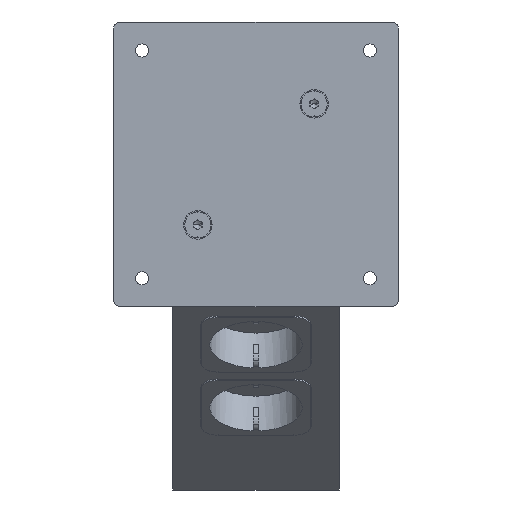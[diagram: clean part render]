
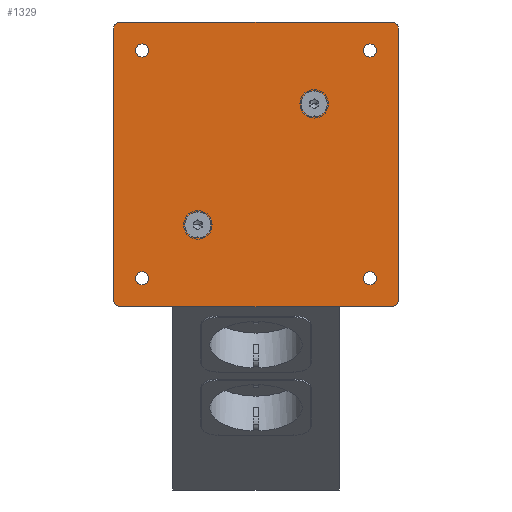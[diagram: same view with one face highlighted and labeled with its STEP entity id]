
A CAD part, top view. The second image highlights one B-rep face of the part: STEP entity #1329.
In plain terms, the highlighted planar face has unit normal (0, 0, 1).
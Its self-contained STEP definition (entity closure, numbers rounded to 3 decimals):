
#1329=ADVANCED_FACE('',(#2325,#2326,#2327,#2328,#2329,#2330,#2331),#2332,.T.);
#2325=FACE_OUTER_BOUND('',#3743,.T.);
#2326=FACE_BOUND('',#3744,.T.);
#2327=FACE_BOUND('',#3745,.T.);
#2328=FACE_BOUND('',#3746,.T.);
#2329=FACE_BOUND('',#3747,.T.);
#2330=FACE_BOUND('',#3748,.T.);
#2331=FACE_BOUND('',#3749,.T.);
#2332=PLANE('',#3750);
#3638=EDGE_CURVE('',#5230,#5227,#5231,.T.);
#3647=EDGE_CURVE('',#5245,#5242,#5246,.T.);
#3656=EDGE_CURVE('',#5260,#5257,#5261,.T.);
#3665=EDGE_CURVE('',#5275,#5272,#5276,.T.);
#3680=EDGE_CURVE('',#5296,#5298,#5300,.T.);
#3689=EDGE_CURVE('',#5311,#5313,#5315,.T.);
#3691=EDGE_CURVE('',#5313,#5311,#5317,.T.);
#3696=EDGE_CURVE('',#5298,#5296,#5322,.T.);
#3704=EDGE_CURVE('',#5272,#5275,#5330,.T.);
#3709=EDGE_CURVE('',#5257,#5260,#5335,.T.);
#3714=EDGE_CURVE('',#5242,#5245,#5340,.T.);
#3719=EDGE_CURVE('',#5227,#5230,#5345,.T.);
#3743=EDGE_LOOP('',(#5424,#5425,#5426,#5427,#5428,#5429,#5430,#5431,#5432,#5433,#5434,#5435));
#3744=EDGE_LOOP('',(#5436,#5437));
#3745=EDGE_LOOP('',(#5438,#5439));
#3746=EDGE_LOOP('',(#5440,#5441));
#3747=EDGE_LOOP('',(#5442,#5443));
#3748=EDGE_LOOP('',(#5444,#5445));
#3749=EDGE_LOOP('',(#5446,#5447));
#3750=AXIS2_PLACEMENT_3D('',#5448,#5449,#5450);
#5227=VERTEX_POINT('',#6740);
#5230=VERTEX_POINT('',#6744);
#5231=CIRCLE('',#6745,2.75);
#5242=VERTEX_POINT('',#6759);
#5245=VERTEX_POINT('',#6763);
#5246=CIRCLE('',#6764,2.75);
#5257=VERTEX_POINT('',#6778);
#5260=VERTEX_POINT('',#6782);
#5261=CIRCLE('',#6783,2.75);
#5272=VERTEX_POINT('',#6797);
#5275=VERTEX_POINT('',#6801);
#5276=CIRCLE('',#6802,2.75);
#5296=VERTEX_POINT('',#6827);
#5298=VERTEX_POINT('',#6830);
#5300=CIRCLE('',#6833,5.5);
#5311=VERTEX_POINT('',#6846);
#5313=VERTEX_POINT('',#6849);
#5315=CIRCLE('',#6852,5.5);
#5317=CIRCLE('',#6854,5.5);
#5322=CIRCLE('',#6859,5.5);
#5330=CIRCLE('',#6867,2.75);
#5335=CIRCLE('',#6872,2.75);
#5340=CIRCLE('',#6877,2.75);
#5345=CIRCLE('',#6882,2.75);
#5424=ORIENTED_EDGE('',*,*,#6899,.F.);
#5425=ORIENTED_EDGE('',*,*,#6918,.T.);
#5426=ORIENTED_EDGE('',*,*,#6885,.F.);
#5427=ORIENTED_EDGE('',*,*,#6911,.F.);
#5428=ORIENTED_EDGE('',*,*,#6916,.T.);
#5429=ORIENTED_EDGE('',*,*,#6889,.F.);
#5430=ORIENTED_EDGE('',*,*,#6908,.F.);
#5431=ORIENTED_EDGE('',*,*,#6914,.T.);
#5432=ORIENTED_EDGE('',*,*,#6893,.F.);
#5433=ORIENTED_EDGE('',*,*,#6905,.F.);
#5434=ORIENTED_EDGE('',*,*,#6912,.T.);
#5435=ORIENTED_EDGE('',*,*,#6900,.F.);
#5436=ORIENTED_EDGE('',*,*,#3719,.T.);
#5437=ORIENTED_EDGE('',*,*,#3638,.T.);
#5438=ORIENTED_EDGE('',*,*,#3714,.T.);
#5439=ORIENTED_EDGE('',*,*,#3647,.T.);
#5440=ORIENTED_EDGE('',*,*,#3709,.T.);
#5441=ORIENTED_EDGE('',*,*,#3656,.T.);
#5442=ORIENTED_EDGE('',*,*,#3704,.T.);
#5443=ORIENTED_EDGE('',*,*,#3665,.T.);
#5444=ORIENTED_EDGE('',*,*,#3680,.T.);
#5445=ORIENTED_EDGE('',*,*,#3696,.T.);
#5446=ORIENTED_EDGE('',*,*,#3689,.T.);
#5447=ORIENTED_EDGE('',*,*,#3691,.T.);
#5448=CARTESIAN_POINT('',(585.707,22.018,462.161));
#5449=DIRECTION('',(0.0,0.0,1.0));
#5450=DIRECTION('',(1.0,0.0,0.0));
#6740=CARTESIAN_POINT('',(576.457,10.018,462.161));
#6744=CARTESIAN_POINT('',(570.957,10.018,462.161));
#6745=AXIS2_PLACEMENT_3D('',#8343,#8344,#8345);
#6759=CARTESIAN_POINT('',(480.457,10.018,462.161));
#6763=CARTESIAN_POINT('',(474.957,10.018,462.161));
#6764=AXIS2_PLACEMENT_3D('',#8356,#8357,#8358);
#6778=CARTESIAN_POINT('',(576.457,-85.982,462.161));
#6782=CARTESIAN_POINT('',(570.957,-85.982,462.161));
#6783=AXIS2_PLACEMENT_3D('',#8369,#8370,#8371);
#6797=CARTESIAN_POINT('',(480.457,-85.982,462.161));
#6801=CARTESIAN_POINT('',(474.957,-85.982,462.161));
#6802=AXIS2_PLACEMENT_3D('',#8382,#8383,#8384);
#6827=CARTESIAN_POINT('',(501.207,-57.982,462.161));
#6830=CARTESIAN_POINT('',(501.207,-68.982,462.161));
#6833=AXIS2_PLACEMENT_3D('',#8404,#8405,#8406);
#6846=CARTESIAN_POINT('',(550.207,-6.982,462.161));
#6849=CARTESIAN_POINT('',(550.207,-17.982,462.161));
#6852=AXIS2_PLACEMENT_3D('',#8417,#8418,#8419);
#6854=AXIS2_PLACEMENT_3D('',#8420,#8421,#8422);
#6859=AXIS2_PLACEMENT_3D('',#8429,#8430,#8431);
#6867=AXIS2_PLACEMENT_3D('',#8444,#8445,#8446);
#6872=AXIS2_PLACEMENT_3D('',#8453,#8454,#8455);
#6877=AXIS2_PLACEMENT_3D('',#8462,#8463,#8464);
#6882=AXIS2_PLACEMENT_3D('',#8471,#8472,#8473);
#6885=EDGE_CURVE('',#8474,#8477,#8478,.T.);
#6889=EDGE_CURVE('',#8482,#8485,#8486,.T.);
#6893=EDGE_CURVE('',#8490,#8493,#8494,.T.);
#6899=EDGE_CURVE('',#8503,#8499,#8505,.T.);
#6900=EDGE_CURVE('',#8499,#8506,#8507,.T.);
#6905=EDGE_CURVE('',#8513,#8490,#8515,.T.);
#6908=EDGE_CURVE('',#8518,#8482,#8520,.T.);
#6911=EDGE_CURVE('',#8523,#8474,#8525,.T.);
#6912=EDGE_CURVE('',#8513,#8506,#8526,.T.);
#6914=EDGE_CURVE('',#8518,#8493,#8528,.T.);
#6916=EDGE_CURVE('',#8523,#8485,#8530,.T.);
#6918=EDGE_CURVE('',#8503,#8477,#8532,.T.);
#8343=CARTESIAN_POINT('',(573.707,10.018,462.161));
#8344=DIRECTION('',(0.0,0.0,-1.0));
#8345=DIRECTION('',(1.0,0.0,0.0));
#8356=CARTESIAN_POINT('',(477.707,10.018,462.161));
#8357=DIRECTION('',(0.0,0.0,-1.0));
#8358=DIRECTION('',(1.0,0.0,0.0));
#8369=CARTESIAN_POINT('',(573.707,-85.982,462.161));
#8370=DIRECTION('',(0.0,0.0,-1.0));
#8371=DIRECTION('',(1.0,0.0,0.0));
#8382=CARTESIAN_POINT('',(477.707,-85.982,462.161));
#8383=DIRECTION('',(0.0,0.0,-1.0));
#8384=DIRECTION('',(1.0,0.0,0.0));
#8404=CARTESIAN_POINT('',(501.207,-63.482,462.161));
#8405=DIRECTION('',(0.0,0.0,-1.0));
#8406=DIRECTION('',(0.,1.0,0.0));
#8417=CARTESIAN_POINT('',(550.207,-12.482,462.161));
#8418=DIRECTION('',(0.0,0.0,-1.0));
#8419=DIRECTION('',(0.,1.0,0.0));
#8420=CARTESIAN_POINT('',(550.207,-12.482,462.161));
#8421=DIRECTION('',(0.0,0.0,-1.0));
#8422=DIRECTION('',(0.,1.0,0.0));
#8429=CARTESIAN_POINT('',(501.207,-63.482,462.161));
#8430=DIRECTION('',(0.0,0.0,-1.0));
#8431=DIRECTION('',(0.,1.0,0.0));
#8444=CARTESIAN_POINT('',(477.707,-85.982,462.161));
#8445=DIRECTION('',(0.0,0.0,-1.0));
#8446=DIRECTION('',(1.0,0.0,0.0));
#8453=CARTESIAN_POINT('',(573.707,-85.982,462.161));
#8454=DIRECTION('',(0.0,0.0,-1.0));
#8455=DIRECTION('',(1.0,0.0,0.0));
#8462=CARTESIAN_POINT('',(477.707,10.018,462.161));
#8463=DIRECTION('',(0.0,0.0,-1.0));
#8464=DIRECTION('',(1.0,0.0,0.0));
#8471=CARTESIAN_POINT('',(573.707,10.018,462.161));
#8472=DIRECTION('',(0.0,0.0,-1.0));
#8473=DIRECTION('',(1.0,0.0,0.0));
#8474=VERTEX_POINT('',#9740);
#8477=VERTEX_POINT('',#9744);
#8478=CIRCLE('',#9745,3.0);
#8482=VERTEX_POINT('',#9750);
#8485=VERTEX_POINT('',#9754);
#8486=CIRCLE('',#9755,3.0);
#8490=VERTEX_POINT('',#9760);
#8493=VERTEX_POINT('',#9764);
#8494=CIRCLE('',#9765,3.0);
#8499=VERTEX_POINT('',#9771);
#8503=VERTEX_POINT('',#9776);
#8505=CIRCLE('',#9779,3.0);
#8506=VERTEX_POINT('',#9780);
#8507=CIRCLE('',#9781,3.0);
#8513=VERTEX_POINT('',#9788);
#8515=CIRCLE('',#9791,3.0);
#8518=VERTEX_POINT('',#9794);
#8520=CIRCLE('',#9797,3.0);
#8523=VERTEX_POINT('',#9800);
#8525=CIRCLE('',#9803,3.0);
#8526=LINE('',#9804,#9805);
#8528=LINE('',#9808,#9809);
#8530=LINE('',#9812,#9813);
#8532=LINE('',#9816,#9817);
#9740=CARTESIAN_POINT('',(584.828,21.139,462.161));
#9744=CARTESIAN_POINT('',(585.707,19.018,462.161));
#9745=AXIS2_PLACEMENT_3D('',#10491,#10492,#10493);
#9750=CARTESIAN_POINT('',(466.585,21.139,462.161));
#9754=CARTESIAN_POINT('',(468.707,22.018,462.161));
#9755=AXIS2_PLACEMENT_3D('',#10499,#10500,#10501);
#9760=CARTESIAN_POINT('',(466.585,-97.103,462.161));
#9764=CARTESIAN_POINT('',(465.707,-94.982,462.161));
#9765=AXIS2_PLACEMENT_3D('',#10507,#10508,#10509);
#9771=CARTESIAN_POINT('',(584.828,-97.103,462.161));
#9776=CARTESIAN_POINT('',(585.707,-94.982,462.161));
#9779=AXIS2_PLACEMENT_3D('',#10519,#10520,#10521);
#9780=CARTESIAN_POINT('',(582.707,-97.982,462.161));
#9781=AXIS2_PLACEMENT_3D('',#10522,#10523,#10524);
#9788=CARTESIAN_POINT('',(468.707,-97.982,462.161));
#9791=AXIS2_PLACEMENT_3D('',#10533,#10534,#10535);
#9794=CARTESIAN_POINT('',(465.707,19.018,462.161));
#9797=AXIS2_PLACEMENT_3D('',#10540,#10541,#10542);
#9800=CARTESIAN_POINT('',(582.707,22.018,462.161));
#9803=AXIS2_PLACEMENT_3D('',#10547,#10548,#10549);
#9804=CARTESIAN_POINT('',(465.707,-97.982,462.161));
#9805=VECTOR('',#10550,1.0);
#9808=CARTESIAN_POINT('',(465.707,22.018,462.161));
#9809=VECTOR('',#10552,1.0);
#9812=CARTESIAN_POINT('',(585.707,22.018,462.161));
#9813=VECTOR('',#10554,1.0);
#9816=CARTESIAN_POINT('',(585.707,-97.982,462.161));
#9817=VECTOR('',#10556,1.0);
#10491=CARTESIAN_POINT('',(582.707,19.018,462.161));
#10492=DIRECTION('',(0.0,0.0,-1.0));
#10493=DIRECTION('',(0.707,0.707,0.0));
#10499=CARTESIAN_POINT('',(468.707,19.018,462.161));
#10500=DIRECTION('',(0.0,0.0,-1.0));
#10501=DIRECTION('',(-0.707,0.707,0.0));
#10507=CARTESIAN_POINT('',(468.707,-94.982,462.161));
#10508=DIRECTION('',(-0.0,0.0,-1.0));
#10509=DIRECTION('',(-0.707,-0.707,0.0));
#10519=CARTESIAN_POINT('',(582.707,-94.982,462.161));
#10520=DIRECTION('',(0.0,0.0,-1.0));
#10521=DIRECTION('',(0.707,-0.707,0.0));
#10522=CARTESIAN_POINT('',(582.707,-94.982,462.161));
#10523=DIRECTION('',(0.0,0.0,-1.0));
#10524=DIRECTION('',(0.707,-0.707,0.0));
#10533=CARTESIAN_POINT('',(468.707,-94.982,462.161));
#10534=DIRECTION('',(-0.0,0.0,-1.0));
#10535=DIRECTION('',(-0.707,-0.707,0.0));
#10540=CARTESIAN_POINT('',(468.707,19.018,462.161));
#10541=DIRECTION('',(0.0,0.0,-1.0));
#10542=DIRECTION('',(-0.707,0.707,0.0));
#10547=CARTESIAN_POINT('',(582.707,19.018,462.161));
#10548=DIRECTION('',(0.0,0.0,-1.0));
#10549=DIRECTION('',(0.707,0.707,0.0));
#10550=DIRECTION('',(1.0,0.0,0.0));
#10552=DIRECTION('',(0.0,-1.0,0.0));
#10554=DIRECTION('',(-1.0,0.0,0.0));
#10556=DIRECTION('',(0.0,1.0,0.0));
